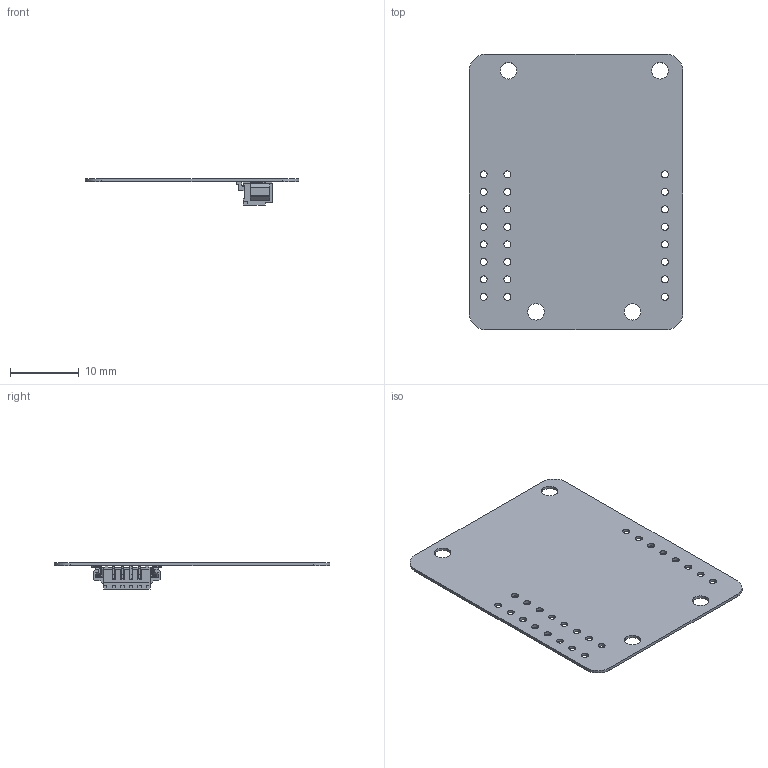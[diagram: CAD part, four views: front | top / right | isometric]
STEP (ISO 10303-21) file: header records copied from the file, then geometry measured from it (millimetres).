
FILE_DESCRIPTION(('Open CASCADE Model'),'2;1');
FILE_NAME('Open CASCADE Shape Model','2025-12-03T00:19:43',('Author'),( 'Open CASCADE'),'Open CASCADE STEP processor 7.5','Open CASCADE 7.5' ,'Unknown');
FILE_SCHEMA(('AUTOMOTIVE_DESIGN { 1 0 10303 214 1 1 1 1 }'));
Length unit declared in the file: millimetre
Products named in the file (5): PCB; Board; Open CASCADE STEP translator 7.5 1.1.1; J1; 0532610471--3DModel-STEP-269445
Assembly tree (4 placements, depth 3):
  PCB
    Board
      Open CASCADE STEP translator 7.5 1.1.1
    J1
      0532610471--3DModel-STEP-269445
Bounding box: 31 x 40 x 3.81 mm (x, y, z)
Volume: 554.9 mm3; surface area: 2780.3 mm2
Topology: 8 solids, 8 shells, 566 faces, 1502 edges, 954 vertices
Faces by surface type: plane 404, cylinder 130, torus 32
Full cylindrical faces by diameter (mm): 1.02 x24, 2.4 x4
Entity records: 17463 total; most frequent: CARTESIAN_POINT 3225, ORIENTED_EDGE 3004, DIRECTION 2792, EDGE_CURVE 1502, LINE 1222, VECTOR 1222, VERTEX_POINT 954, AXIS2_PLACEMENT_3D 785
